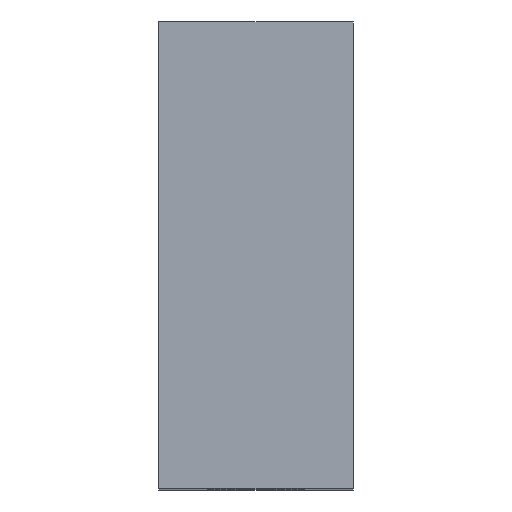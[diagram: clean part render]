
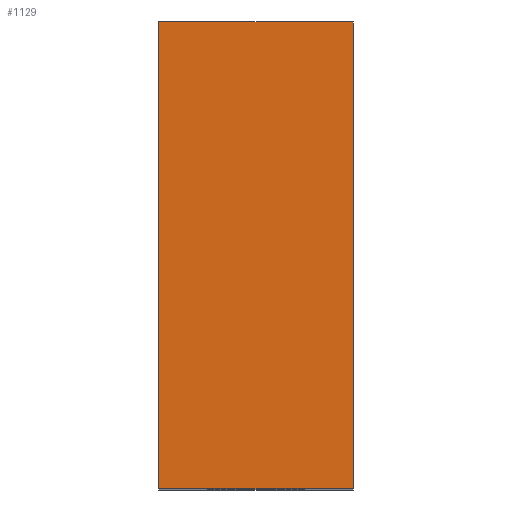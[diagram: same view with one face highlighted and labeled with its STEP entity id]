
A CAD part, top view. The second image highlights one B-rep face of the part: STEP entity #1129.
In plain terms, the highlighted planar face has unit normal (0, 0, 1).
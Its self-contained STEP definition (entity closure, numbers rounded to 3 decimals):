
#12 = AXIS2_PLACEMENT_3D ( 'NONE', #459, #234, #103 ) ;
#20 = DIRECTION ( 'NONE',  ( -1., 0., 0. ) ) ;
#51 = EDGE_CURVE ( 'NONE', #1417, #1363, #1147, .T. ) ;
#67 = LINE ( 'NONE', #797, #1034 ) ;
#95 = DIRECTION ( 'NONE',  ( 0., -1., 0. ) ) ;
#103 = DIRECTION ( 'NONE',  ( 0., 1., 0. ) ) ;
#234 = DIRECTION ( 'NONE',  ( 0., 0., -1. ) ) ;
#237 = LINE ( 'NONE', #1159, #1217 ) ;
#251 = VECTOR ( 'NONE', #1484, 1000. ) ;
#319 = ORIENTED_EDGE ( 'NONE', *, *, #896, .T. ) ;
#332 = VECTOR ( 'NONE', #970, 1000. ) ;
#459 = CARTESIAN_POINT ( 'NONE',  ( 10., 0., 0. ) ) ;
#491 = CARTESIAN_POINT ( 'NONE',  ( 0., 0., 0. ) ) ;
#563 = CARTESIAN_POINT ( 'NONE',  ( 10., -24., 0. ) ) ;
#709 = CARTESIAN_POINT ( 'NONE',  ( 10., -24., 0. ) ) ;
#729 = CARTESIAN_POINT ( 'NONE',  ( 0., 0., 0. ) ) ;
#797 = CARTESIAN_POINT ( 'NONE',  ( 10., 0., 0. ) ) ;
#836 = ORIENTED_EDGE ( 'NONE', *, *, #51, .F. ) ;
#859 = LINE ( 'NONE', #729, #332 ) ;
#869 = VERTEX_POINT ( 'NONE', #491 ) ;
#896 = EDGE_CURVE ( 'NONE', #869, #1363, #859, .T. ) ;
#909 = EDGE_CURVE ( 'NONE', #993, #1417, #67, .T. ) ;
#941 = ORIENTED_EDGE ( 'NONE', *, *, #1483, .T. ) ;
#970 = DIRECTION ( 'NONE',  ( 0., -1., 0. ) ) ;
#993 = VERTEX_POINT ( 'NONE', #1132 ) ;
#1034 = VECTOR ( 'NONE', #95, 1000. ) ;
#1041 = FACE_OUTER_BOUND ( 'NONE', #1249, .T. ) ;
#1129 = ADVANCED_FACE ( 'NONE', ( #1041 ), #1493, .F. ) ;
#1132 = CARTESIAN_POINT ( 'NONE',  ( 10., 0., 0. ) ) ;
#1147 = LINE ( 'NONE', #563, #251 ) ;
#1159 = CARTESIAN_POINT ( 'NONE',  ( 10., 0., 0. ) ) ;
#1217 = VECTOR ( 'NONE', #20, 1000. ) ;
#1249 = EDGE_LOOP ( 'NONE', ( #319, #836, #1340, #941 ) ) ;
#1340 = ORIENTED_EDGE ( 'NONE', *, *, #909, .F. ) ;
#1363 = VERTEX_POINT ( 'NONE', #1447 ) ;
#1417 = VERTEX_POINT ( 'NONE', #709 ) ;
#1447 = CARTESIAN_POINT ( 'NONE',  ( 0., -24., 0. ) ) ;
#1483 = EDGE_CURVE ( 'NONE', #993, #869, #237, .T. ) ;
#1484 = DIRECTION ( 'NONE',  ( -1., 0., 0. ) ) ;
#1493 = PLANE ( 'NONE',  #12 ) ;
